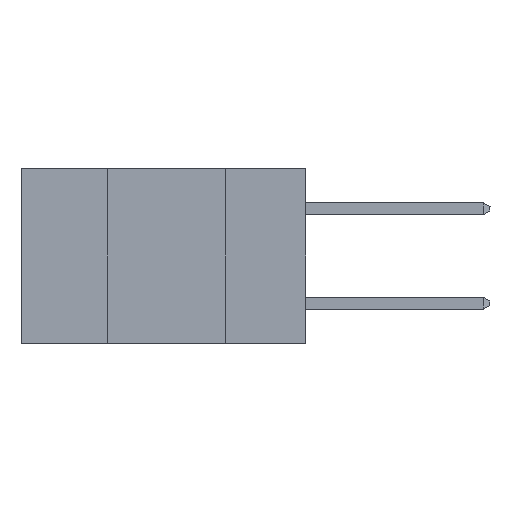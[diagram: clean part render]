
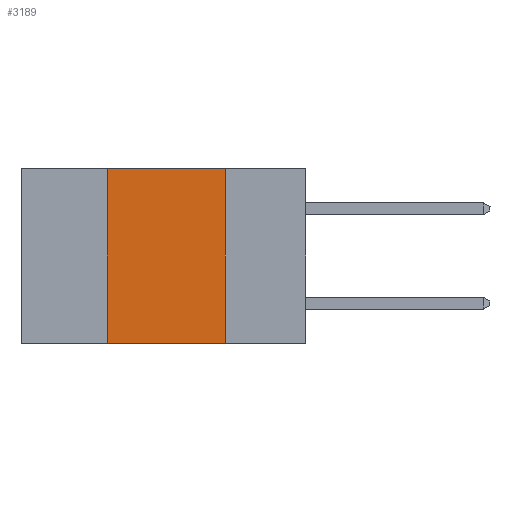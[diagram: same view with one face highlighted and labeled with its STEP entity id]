
A CAD part, left-side view. The second image highlights one B-rep face of the part: STEP entity #3189.
In plain terms, the highlighted planar face has unit normal (-1, 0, 0).
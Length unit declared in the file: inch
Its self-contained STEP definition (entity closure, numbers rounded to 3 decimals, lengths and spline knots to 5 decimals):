
#210 = ORIENTED_EDGE ( 'NONE', *, *, #12632, .F. ) ;
#988 = VERTEX_POINT ( 'NONE', #7069 ) ;
#2077 = LINE ( 'NONE', #16721, #12394 ) ;
#3189 = ADVANCED_FACE ( 'NONE', ( #16905 ), #4782, .F. ) ;
#3616 = CARTESIAN_POINT ( 'NONE',  ( 0., 0.42, -0.37 ) ) ;
#3848 = EDGE_LOOP ( 'NONE', ( #210, #8619, #3981, #6434 ) ) ;
#3981 = ORIENTED_EDGE ( 'NONE', *, *, #11235, .F. ) ;
#4138 = CARTESIAN_POINT ( 'NONE',  ( 0., 0.6, -0.37 ) ) ;
#4782 = PLANE ( 'NONE',  #9062 ) ;
#6434 = ORIENTED_EDGE ( 'NONE', *, *, #19276, .T. ) ;
#7069 = CARTESIAN_POINT ( 'NONE',  ( 0., 0.17, 0. ) ) ;
#7829 = VECTOR ( 'NONE', #16392, 39.37008 ) ;
#8152 = DIRECTION ( 'NONE',  ( 0., 0., 1. ) ) ;
#8619 = ORIENTED_EDGE ( 'NONE', *, *, #18324, .F. ) ;
#8669 = LINE ( 'NONE', #18244, #12887 ) ;
#9062 = AXIS2_PLACEMENT_3D ( 'NONE', #10324, #22450, #13784 ) ;
#9896 = CARTESIAN_POINT ( 'NONE',  ( 0., 0.42, 0. ) ) ;
#10324 = CARTESIAN_POINT ( 'NONE',  ( 0., 0.6, 0. ) ) ;
#11235 = EDGE_CURVE ( 'NONE', #17210, #14200, #16526, .T. ) ;
#12394 = VECTOR ( 'NONE', #15256, 39.37008 ) ;
#12629 = VERTEX_POINT ( 'NONE', #16162 ) ;
#12632 = EDGE_CURVE ( 'NONE', #988, #12629, #8669, .T. ) ;
#12887 = VECTOR ( 'NONE', #16469, 39.37008 ) ;
#13483 = VECTOR ( 'NONE', #8152, 39.37008 ) ;
#13736 = LINE ( 'NONE', #4138, #7829 ) ;
#13784 = DIRECTION ( 'NONE',  ( 0., 0., -1. ) ) ;
#14200 = VERTEX_POINT ( 'NONE', #20491 ) ;
#15256 = DIRECTION ( 'NONE',  ( 0., -1., 0. ) ) ;
#16162 = CARTESIAN_POINT ( 'NONE',  ( 0., 0.17, -0.37 ) ) ;
#16392 = DIRECTION ( 'NONE',  ( 0., -1., 0. ) ) ;
#16469 = DIRECTION ( 'NONE',  ( 0., 0., -1. ) ) ;
#16526 = LINE ( 'NONE', #9896, #13483 ) ;
#16721 = CARTESIAN_POINT ( 'NONE',  ( 0., 0.6, 0. ) ) ;
#16905 = FACE_OUTER_BOUND ( 'NONE', #3848, .T. ) ;
#17210 = VERTEX_POINT ( 'NONE', #3616 ) ;
#18244 = CARTESIAN_POINT ( 'NONE',  ( 0., 0.17, 0. ) ) ;
#18324 = EDGE_CURVE ( 'NONE', #14200, #988, #2077, .T. ) ;
#19276 = EDGE_CURVE ( 'NONE', #17210, #12629, #13736, .T. ) ;
#20491 = CARTESIAN_POINT ( 'NONE',  ( 0., 0.42, 0. ) ) ;
#22450 = DIRECTION ( 'NONE',  ( 1., 0., 0. ) ) ;
